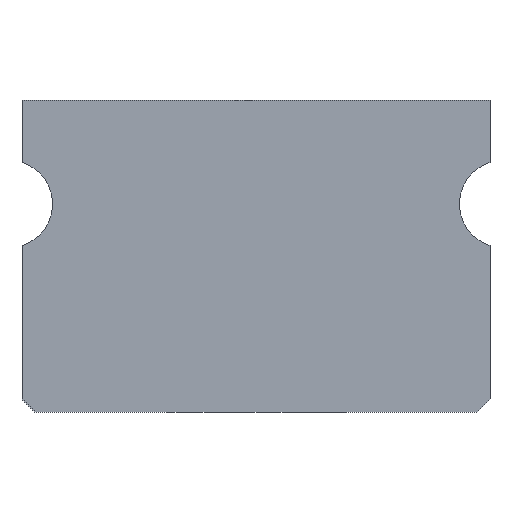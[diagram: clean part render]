
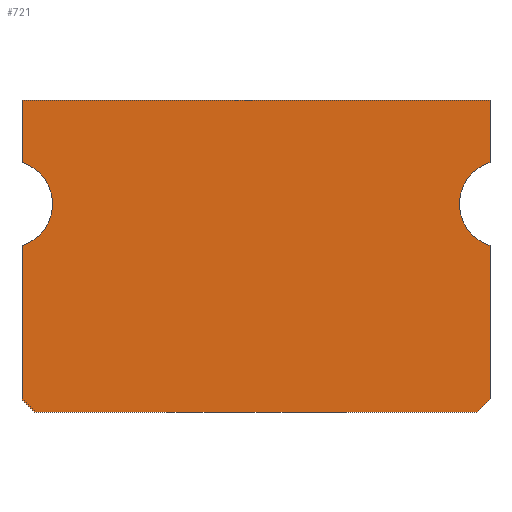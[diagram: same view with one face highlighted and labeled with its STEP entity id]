
A CAD part, front view. The second image highlights one B-rep face of the part: STEP entity #721.
In plain terms, the highlighted planar face has unit normal (0, -1, 0).
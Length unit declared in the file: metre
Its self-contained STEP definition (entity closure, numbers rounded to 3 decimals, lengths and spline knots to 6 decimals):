
#14=LINE('',#1199,#40);
#18=LINE('',#1207,#44);
#22=LINE('',#1219,#48);
#25=LINE('',#1227,#51);
#27=LINE('',#1233,#53);
#29=LINE('',#1237,#55);
#30=LINE('',#1241,#56);
#31=LINE('',#1243,#57);
#40=VECTOR('',#1003,1.);
#44=VECTOR('',#1009,1.);
#48=VECTOR('',#1021,1.);
#51=VECTOR('',#1028,1.);
#53=VECTOR('',#1034,1.);
#55=VECTOR('',#1038,1.);
#56=VECTOR('',#1041,1.);
#57=VECTOR('',#1042,1.);
#80=PLANE('',#830);
#200=ORIENTED_EDGE('',*,*,#288,.F.);
#201=ORIENTED_EDGE('',*,*,#292,.F.);
#202=ORIENTED_EDGE('',*,*,#295,.T.);
#203=ORIENTED_EDGE('',*,*,#298,.F.);
#204=ORIENTED_EDGE('',*,*,#302,.F.);
#205=ORIENTED_EDGE('',*,*,#307,.T.);
#206=ORIENTED_EDGE('',*,*,#308,.F.);
#207=ORIENTED_EDGE('',*,*,#309,.T.);
#208=ORIENTED_EDGE('',*,*,#310,.T.);
#209=ORIENTED_EDGE('',*,*,#305,.F.);
#288=EDGE_CURVE('',#366,#367,#14,.T.);
#292=EDGE_CURVE('',#369,#366,#18,.T.);
#295=EDGE_CURVE('',#369,#371,#433,.T.);
#298=EDGE_CURVE('',#373,#371,#22,.T.);
#302=EDGE_CURVE('',#376,#373,#25,.T.);
#305=EDGE_CURVE('',#367,#379,#27,.T.);
#307=EDGE_CURVE('',#376,#380,#29,.T.);
#308=EDGE_CURVE('',#381,#380,#436,.T.);
#309=EDGE_CURVE('',#381,#382,#30,.T.);
#310=EDGE_CURVE('',#382,#379,#31,.T.);
#366=VERTEX_POINT('',#1198);
#367=VERTEX_POINT('',#1200);
#369=VERTEX_POINT('',#1206);
#371=VERTEX_POINT('',#1212);
#373=VERTEX_POINT('',#1218);
#376=VERTEX_POINT('',#1226);
#379=VERTEX_POINT('',#1234);
#380=VERTEX_POINT('',#1238);
#381=VERTEX_POINT('',#1240);
#382=VERTEX_POINT('',#1242);
#433=CIRCLE('',#824,0.000838);
#436=CIRCLE('',#831,0.000838);
#536=EDGE_LOOP('',(#200,#201,#202,#203,#204,#205,#206,#207,#208,#209));
#644=FACE_BOUND('',#536,.T.);
#721=ADVANCED_FACE('',(#644),#80,.T.);
#824=AXIS2_PLACEMENT_3D('',#1213,#1015,#1016);
#830=AXIS2_PLACEMENT_3D('',#1236,#1036,#1037);
#831=AXIS2_PLACEMENT_3D('',#1239,#1039,#1040);
#1003=DIRECTION('',(-0.707,0.,-0.707));
#1009=DIRECTION('',(0.,0.,-1.));
#1015=DIRECTION('',(0.,1.,0.));
#1016=DIRECTION('',(0.,0.,-1.));
#1021=DIRECTION('',(0.,0.,-1.));
#1028=DIRECTION('',(1.,0.,0.));
#1034=DIRECTION('',(-1.,0.,0.));
#1036=DIRECTION('',(0.,-1.,0.));
#1037=DIRECTION('',(1.,0.,0.));
#1038=DIRECTION('',(0.,0.,-1.));
#1039=DIRECTION('',(0.,-1.,0.));
#1040=DIRECTION('',(0.,0.,-1.));
#1041=DIRECTION('',(0.,0.,-1.));
#1042=DIRECTION('',(0.707,0.,-0.707));
#1198=CARTESIAN_POINT('',(0.0045,-0.12,0.00025));
#1199=CARTESIAN_POINT('',(0.004375,-0.12,0.000125));
#1200=CARTESIAN_POINT('',(0.00425,-0.12,0.));
#1206=CARTESIAN_POINT('',(0.0045,-0.12,0.0032));
#1207=CARTESIAN_POINT('',(0.0045,-0.12,0.001725));
#1212=CARTESIAN_POINT('',(0.0045,-0.12,0.0048));
#1213=CARTESIAN_POINT('',(0.00475,-0.12,0.004));
#1218=CARTESIAN_POINT('',(0.0045,-0.12,0.006));
#1219=CARTESIAN_POINT('',(0.0045,-0.12,0.0054));
#1226=CARTESIAN_POINT('',(-0.0045,-0.12,0.006));
#1227=CARTESIAN_POINT('',(0.00225,-0.12,0.006));
#1233=CARTESIAN_POINT('',(0.002125,-0.12,0.));
#1234=CARTESIAN_POINT('',(-0.00425,-0.12,0.));
#1236=CARTESIAN_POINT('',(0.00225,-0.12,0.003));
#1237=CARTESIAN_POINT('',(-0.0045,-0.12,0.0054));
#1238=CARTESIAN_POINT('',(-0.0045,-0.12,0.0048));
#1239=CARTESIAN_POINT('',(-0.00475,-0.12,0.004));
#1240=CARTESIAN_POINT('',(-0.0045,-0.12,0.0032));
#1241=CARTESIAN_POINT('',(-0.0045,-0.12,0.001725));
#1242=CARTESIAN_POINT('',(-0.0045,-0.12,0.00025));
#1243=CARTESIAN_POINT('',(-0.004375,-0.12,0.000125));
